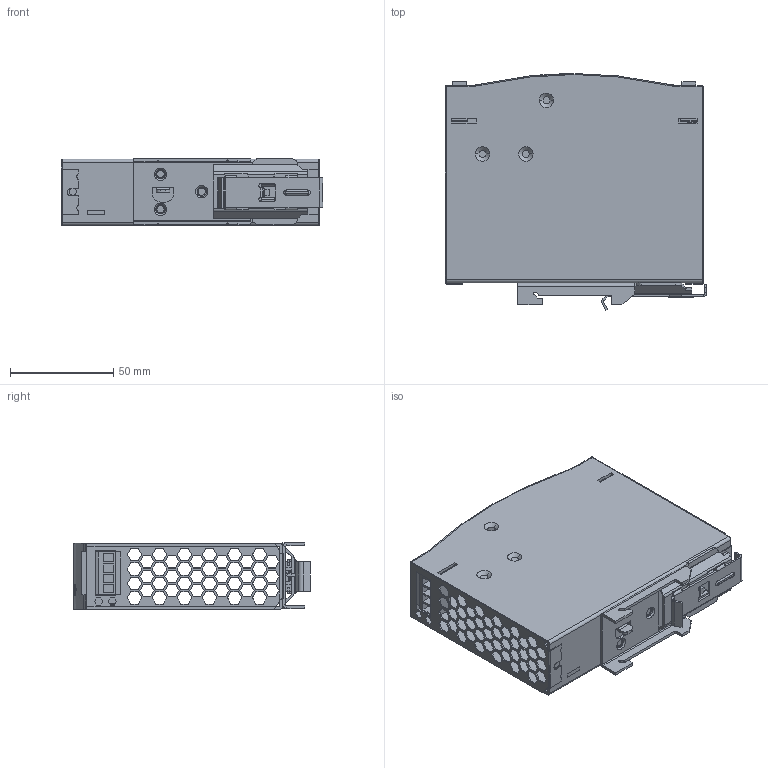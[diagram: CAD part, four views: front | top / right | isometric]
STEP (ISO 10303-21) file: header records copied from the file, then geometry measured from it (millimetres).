
FILE_DESCRIPTION (( 'STEP AP214' ), '1' );
FILE_NAME ('CDKN-75軞蚾.STEP', '2025-03-11T00:43:31', ( 'China' ), ( 'Home' ), 'SwSTEP 2.0', 'SolidWorks 2019', '' );
FILE_SCHEMA (( 'AUTOMOTIVE_DESIGN' ));
Length unit declared in the file: millimetre
Products named in the file (7): CDKN-75軞蚾; 傷赽-4p; CDKN-75W菁釱; KN絳寢饜璃75-120W; CDKN-75W奻裔; KN絳寢75-120W; 傷赽2
Assembly tree (6 placements, depth 2):
  CDKN-75軞蚾
    CDKN-75W菁釱
    CDKN-75W奻裔
    傷赽2
    傷赽-4p
    KN絳寢75-120W
    KN絳寢饜璃75-120W
Bounding box: 126.94 x 114.84 x 32.25 mm (x, y, z)
Volume: 55485.1 mm3; surface area: 84900.1 mm2
Topology: 8 solids, 8 shells, 1208 faces, 3372 edges, 2200 vertices
Faces by surface type: plane 961, cylinder 221, cone 18, torus 6, bspline 2
Entity records: 39829 total; most frequent: CARTESIAN_POINT 7126, ORIENTED_EDGE 6744, DIRECTION 6240, EDGE_CURVE 3372, LINE 2848, VECTOR 2848, VERTEX_POINT 2200, AXIS2_PLACEMENT_3D 1696
